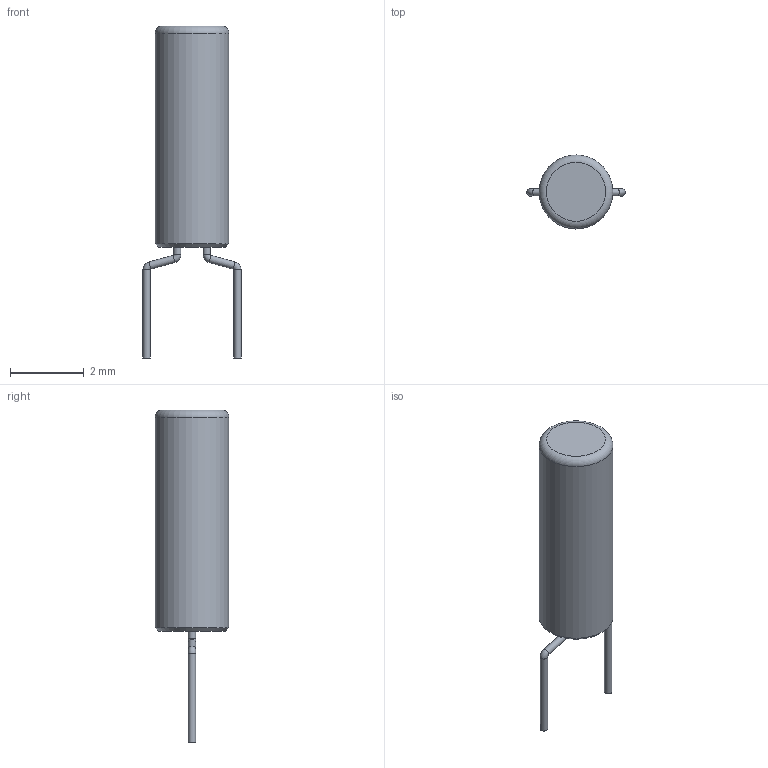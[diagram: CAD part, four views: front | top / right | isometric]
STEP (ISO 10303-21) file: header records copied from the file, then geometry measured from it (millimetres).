
FILE_DESCRIPTION(('FreeCAD Model'),'2;1');
FILE_NAME('TC26V.stp', '2014-10-19T22:15:19',('FreeCAD'),('FreeCAD'), 'Open CASCADE STEP processor 6.6','FreeCAD','Unknown');
FILE_SCHEMA(('AUTOMOTIVE_DESIGN_CC2 { 1 2 10303 214 -1 1 5 4 }'));
Length unit declared in the file: millimetre
Products named in the file (3): Chamfer; Sweep_(Mirror_#1); Sweep
Bounding box: 2.66 x 2 x 9 mm (x, y, z)
Volume: 19 mm3; surface area: 47.7 mm2
Topology: 3 solids, 3 shells, 19 faces, 29 edges, 16 vertices
Faces by surface type: cylinder 7, plane 6, torus 5, cone 1
Full cylindrical faces by diameter (mm): 0.2 x6, 2 x1
Entity records: 855 total; most frequent: CARTESIAN_POINT 162, DIRECTION 129, ORIENTED_EDGE 58, PCURVE 58, DEFINITIONAL_REPRESENTATION 58, LINE 45, VECTOR 45, AXIS2_PLACEMENT_3D 41
